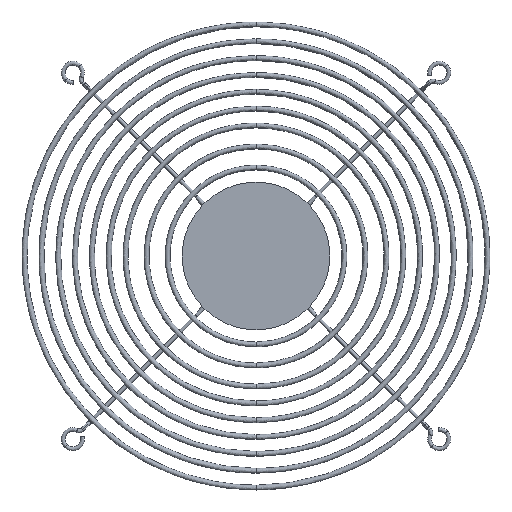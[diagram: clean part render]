
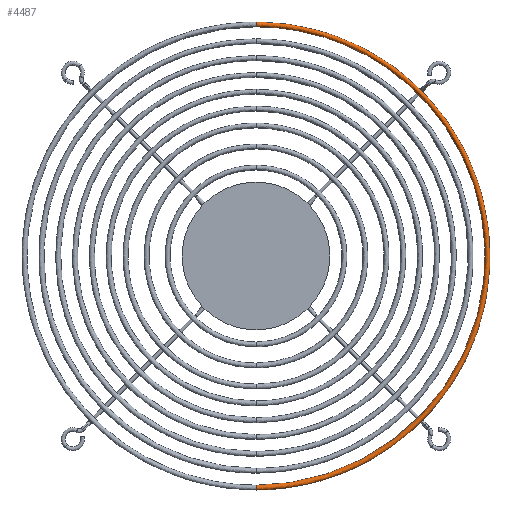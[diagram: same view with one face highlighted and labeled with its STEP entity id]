
A CAD part, front view. The second image highlights one B-rep face of the part: STEP entity #4487.
In plain terms, the highlighted free-form (B-spline) face has degree [3, 3] with [7, 4] control points.
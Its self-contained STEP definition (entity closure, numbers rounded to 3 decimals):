
#98 = CARTESIAN_POINT ( 'NONE',  ( 222.3, 2.4, 111.15 ) ) ;
#344 = CARTESIAN_POINT ( 'NONE',  ( 217.711, 2.515, 108.856 ) ) ;
#399 = CARTESIAN_POINT ( 'NONE',  ( 217.711, 2.515, -108.856 ) ) ;
#461 = CARTESIAN_POINT ( 'NONE',  ( 0., 1.25, 110. ) ) ;
#484 = CARTESIAN_POINT ( 'NONE',  ( 0., 2.4, 108.85 ) ) ;
#517 = CARTESIAN_POINT ( 'NONE',  ( 0., 1.25, 110.668 ) ) ;
#559 = CARTESIAN_POINT ( 'NONE',  ( 0., 2.4, 108.85 ) ) ;
#625 =( BOUNDED_CURVE ( )  B_SPLINE_CURVE ( 3, ( #2094, #7680, #4005, #2266, #2899, #7089, #5952 ),
 .UNSPECIFIED., .F., .F. ) 
 B_SPLINE_CURVE_WITH_KNOTS ( ( 4, 3, 4 ),
 ( 0., 0.5, 1. ),
 .UNSPECIFIED. ) 
 CURVE ( )  GEOMETRIC_REPRESENTATION_ITEM ( )  RATIONAL_B_SPLINE_CURVE ( ( 0.959, 0.782, 0.795, 1., 0.795, 0.782, 0.959 ) ) 
 REPRESENTATION_ITEM ( '' )  );
#1009 = EDGE_CURVE ( 'NONE', #6181, #2234, #4830, .T. ) ;
#1037 = CARTESIAN_POINT ( 'NONE',  ( 220., 1.25, -110. ) ) ;
#1045 = CARTESIAN_POINT ( 'NONE',  ( 0., 1.721, 111.15 ) ) ;
#1076 =( BOUNDED_CURVE ( )  B_SPLINE_CURVE ( 3, ( #1921, #98, #6861, #1347 ),
 .UNSPECIFIED., .F., .F. ) 
 B_SPLINE_CURVE_WITH_KNOTS ( ( 4, 4 ),
 ( 0., 1. ),
 .UNSPECIFIED. ) 
 CURVE ( )  GEOMETRIC_REPRESENTATION_ITEM ( )  RATIONAL_B_SPLINE_CURVE ( ( 0.959, 0.32, 0.32, 0.959 ) ) 
 REPRESENTATION_ITEM ( '' )  );
#1110 = CARTESIAN_POINT ( 'NONE',  ( 0., 2.4, 111.15 ) ) ;
#1347 = CARTESIAN_POINT ( 'NONE',  ( 0., 2.4, -111.15 ) ) ;
#1632 = CARTESIAN_POINT ( 'NONE',  ( 0., 2.515, -111.144 ) ) ;
#1663 = CARTESIAN_POINT ( 'NONE',  ( 221.457, 1.25, 110.728 ) ) ;
#1783 = VERTEX_POINT ( 'NONE', #5641 ) ;
#1921 = CARTESIAN_POINT ( 'NONE',  ( 0., 2.4, 111.15 ) ) ;
#1988 = ORIENTED_EDGE ( 'NONE', *, *, #4225, .T. ) ;
#2094 = CARTESIAN_POINT ( 'NONE',  ( 0., 2.4, -108.85 ) ) ;
#2234 = VERTEX_POINT ( 'NONE', #6362 ) ;
#2256 = CARTESIAN_POINT ( 'NONE',  ( 0., 2.515, 108.856 ) ) ;
#2266 = CARTESIAN_POINT ( 'NONE',  ( 0., 1.25, -110. ) ) ;
#2366 = CARTESIAN_POINT ( 'NONE',  ( 0., 2.4, -108.85 ) ) ;
#2483 = FACE_OUTER_BOUND ( 'NONE', #5197, .T. ) ;
#2859 = CARTESIAN_POINT ( 'NONE',  ( 222.289, 2.515, 111.144 ) ) ;
#2890 = CARTESIAN_POINT ( 'NONE',  ( 0., 1.79, -108.783 ) ) ;
#2899 = CARTESIAN_POINT ( 'NONE',  ( 0., 1.25, -110.668 ) ) ;
#2975 = EDGE_CURVE ( 'NONE', #6611, #1783, #1076, .T. ) ;
#2983 = CARTESIAN_POINT ( 'NONE',  ( 217.7, 2.4, 108.85 ) ) ;
#3227 = EDGE_CURVE ( 'NONE', #6181, #1783, #625, .T. ) ;
#3430 = CARTESIAN_POINT ( 'NONE',  ( 0., 1.79, 111.217 ) ) ;
#3614 = CARTESIAN_POINT ( 'NONE',  ( 0., 1.25, 109.332 ) ) ;
#3673 = ORIENTED_EDGE ( 'NONE', *, *, #3227, .T. ) ;
#4005 = CARTESIAN_POINT ( 'NONE',  ( 0., 1.25, -109.332 ) ) ;
#4026 = CARTESIAN_POINT ( 'NONE',  ( 0., 1.25, 110. ) ) ;
#4085 = CARTESIAN_POINT ( 'NONE',  ( 218.543, 1.25, 109.272 ) ) ;
#4169 = CARTESIAN_POINT ( 'NONE',  ( 217.7, 2.4, -108.85 ) ) ;
#4225 = EDGE_CURVE ( 'NONE', #6611, #2234, #6021, .T. ) ;
#4487 = ADVANCED_FACE ( 'NONE', ( #2483 ), #7475, .T. ) ;
#4647 = CARTESIAN_POINT ( 'NONE',  ( 0., 1.25, -110.728 ) ) ;
#4672 = CARTESIAN_POINT ( 'NONE',  ( 222.434, 1.79, -111.217 ) ) ;
#4830 =( BOUNDED_CURVE ( )  B_SPLINE_CURVE ( 3, ( #2366, #4169, #2983, #559 ),
 .UNSPECIFIED., .F., .F. ) 
 B_SPLINE_CURVE_WITH_KNOTS ( ( 4, 4 ),
 ( 0., 1. ),
 .UNSPECIFIED. ) 
 CURVE ( )  GEOMETRIC_REPRESENTATION_ITEM ( )  RATIONAL_B_SPLINE_CURVE ( ( 0.959, 0.32, 0.32, 0.959 ) ) 
 REPRESENTATION_ITEM ( '' )  );
#5067 = ORIENTED_EDGE ( 'NONE', *, *, #1009, .F. ) ;
#5197 = EDGE_LOOP ( 'NONE', ( #1988, #5067, #3673, #6542 ) ) ;
#5300 = CARTESIAN_POINT ( 'NONE',  ( 0., 1.79, 108.783 ) ) ;
#5329 = CARTESIAN_POINT ( 'NONE',  ( 220., 1.25, 110. ) ) ;
#5356 = CARTESIAN_POINT ( 'NONE',  ( 221.457, 1.25, -110.728 ) ) ;
#5641 = CARTESIAN_POINT ( 'NONE',  ( 0., 2.4, -111.15 ) ) ;
#5862 = CARTESIAN_POINT ( 'NONE',  ( 0., 1.25, 109.272 ) ) ;
#5889 = CARTESIAN_POINT ( 'NONE',  ( 0., 1.25, 110.728 ) ) ;
#5922 = CARTESIAN_POINT ( 'NONE',  ( 218.543, 1.25, -109.272 ) ) ;
#5952 = CARTESIAN_POINT ( 'NONE',  ( 0., 2.4, -111.15 ) ) ;
#5970 = CARTESIAN_POINT ( 'NONE',  ( 217.566, 1.79, -108.783 ) ) ;
#6021 =( BOUNDED_CURVE ( )  B_SPLINE_CURVE ( 3, ( #1110, #1045, #517, #461, #3614, #7286, #484 ),
 .UNSPECIFIED., .F., .F. ) 
 B_SPLINE_CURVE_WITH_KNOTS ( ( 4, 3, 4 ),
 ( 0., 0.5, 1. ),
 .UNSPECIFIED. ) 
 CURVE ( )  GEOMETRIC_REPRESENTATION_ITEM ( )  RATIONAL_B_SPLINE_CURVE ( ( 0.959, 0.782, 0.795, 1., 0.795, 0.782, 0.959 ) ) 
 REPRESENTATION_ITEM ( '' )  );
#6181 = VERTEX_POINT ( 'NONE', #6511 ) ;
#6362 = CARTESIAN_POINT ( 'NONE',  ( 0., 2.4, 108.85 ) ) ;
#6474 = CARTESIAN_POINT ( 'NONE',  ( 0., 1.25, -110. ) ) ;
#6511 = CARTESIAN_POINT ( 'NONE',  ( 0., 2.4, -108.85 ) ) ;
#6542 = ORIENTED_EDGE ( 'NONE', *, *, #2975, .F. ) ;
#6556 = CARTESIAN_POINT ( 'NONE',  ( 0., 1.79, -111.217 ) ) ;
#6611 = VERTEX_POINT ( 'NONE', #7225 ) ;
#6861 = CARTESIAN_POINT ( 'NONE',  ( 222.3, 2.4, -111.15 ) ) ;
#7089 = CARTESIAN_POINT ( 'NONE',  ( 0., 1.721, -111.15 ) ) ;
#7106 = CARTESIAN_POINT ( 'NONE',  ( 222.434, 1.79, 111.217 ) ) ;
#7140 = CARTESIAN_POINT ( 'NONE',  ( 217.566, 1.79, 108.783 ) ) ;
#7169 = CARTESIAN_POINT ( 'NONE',  ( 0., 2.515, 111.144 ) ) ;
#7196 = CARTESIAN_POINT ( 'NONE',  ( 0., 2.515, -108.856 ) ) ;
#7225 = CARTESIAN_POINT ( 'NONE',  ( 0., 2.4, 111.15 ) ) ;
#7286 = CARTESIAN_POINT ( 'NONE',  ( 0., 1.721, 108.85 ) ) ;
#7475 =( BOUNDED_SURFACE ( )  B_SPLINE_SURFACE ( 3, 3, ( 
 ( #7196, #399, #344, #2256 ),
 ( #2890, #5970, #7140, #5300 ),
 ( #7815, #5922, #4085, #5862 ),
 ( #6474, #1037, #5329, #4026 ),
 ( #4647, #5356, #1663, #5889 ),
 ( #6556, #4672, #7106, #3430 ),
 ( #1632, #7732, #2859, #7169 ) ),
 .UNSPECIFIED., .F., .F., .F. ) 
 B_SPLINE_SURFACE_WITH_KNOTS ( ( 4, 3, 4 ),
 ( 4, 4 ),
 ( 0., 0.5, 1. ),
 ( 0., 1. ),
 .UNSPECIFIED. ) 
 GEOMETRIC_REPRESENTATION_ITEM ( )  RATIONAL_B_SPLINE_SURFACE ( (
 ( 1., 0.333, 0.333, 1.),
 ( 0.781, 0.26, 0.26, 0.781),
 ( 0.781, 0.26, 0.26, 0.781),
 ( 1., 0.333, 0.333, 1.),
 ( 0.781, 0.26, 0.26, 0.781),
 ( 0.781, 0.26, 0.26, 0.781),
 ( 1., 0.333, 0.333, 1.) ) ) 
 REPRESENTATION_ITEM ( '' )  SURFACE ( )  );
#7680 = CARTESIAN_POINT ( 'NONE',  ( 0., 1.721, -108.85 ) ) ;
#7732 = CARTESIAN_POINT ( 'NONE',  ( 222.289, 2.515, -111.144 ) ) ;
#7815 = CARTESIAN_POINT ( 'NONE',  ( 0., 1.25, -109.272 ) ) ;
